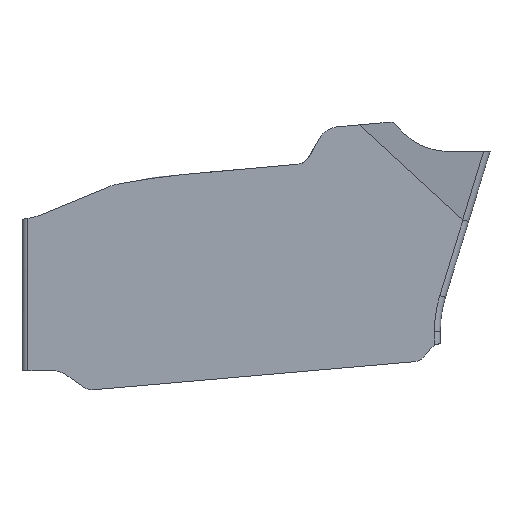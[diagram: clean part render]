
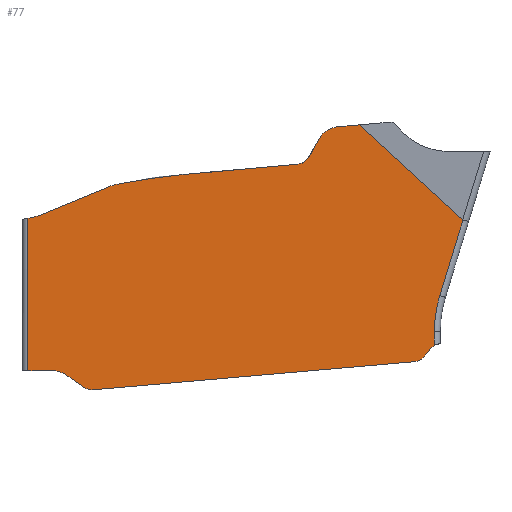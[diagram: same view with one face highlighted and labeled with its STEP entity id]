
A CAD part, left-side view. The second image highlights one B-rep face of the part: STEP entity #77.
In plain terms, the highlighted planar face has unit normal (-1, 0, 0).
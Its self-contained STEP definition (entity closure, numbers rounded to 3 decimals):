
#44=PLANE('',#767);
#55=(
BOUNDED_CURVE()
B_SPLINE_CURVE(3,(#1217,#1218,#1219,#1220,#1221,#1222),.UNSPECIFIED.,.F.,
 .F.)
B_SPLINE_CURVE_WITH_KNOTS((4,2,4),(0.,0.667,1.),
 .UNSPECIFIED.)
CURVE()
GEOMETRIC_REPRESENTATION_ITEM()
RATIONAL_B_SPLINE_CURVE((1.398,1.265,1.133,
0.934,0.934,1.))
REPRESENTATION_ITEM('')
);
#64=ELLIPSE('',#763,1.231,0.1);
#77=ADVANCED_FACE('',(#130),#44,.T.);
#130=FACE_OUTER_BOUND('',#166,.T.);
#166=EDGE_LOOP('',(#271,#272,#273,#274,#275,#276,#277,#278,#279,#280,#281,
#282,#283,#284,#285,#286,#287,#288,#289,#290,#291));
#205=CIRCLE('',#759,0.45);
#206=CIRCLE('',#760,0.25);
#207=CIRCLE('',#761,0.25);
#208=CIRCLE('',#762,2.1);
#209=CIRCLE('',#764,0.4);
#210=CIRCLE('',#765,1.);
#211=CIRCLE('',#766,0.6);
#271=ORIENTED_EDGE('',*,*,#526,.F.);
#272=ORIENTED_EDGE('',*,*,#527,.F.);
#273=ORIENTED_EDGE('',*,*,#528,.F.);
#274=ORIENTED_EDGE('',*,*,#529,.F.);
#275=ORIENTED_EDGE('',*,*,#530,.F.);
#276=ORIENTED_EDGE('',*,*,#531,.F.);
#277=ORIENTED_EDGE('',*,*,#532,.F.);
#278=ORIENTED_EDGE('',*,*,#533,.F.);
#279=ORIENTED_EDGE('',*,*,#534,.T.);
#280=ORIENTED_EDGE('',*,*,#535,.T.);
#281=ORIENTED_EDGE('',*,*,#536,.T.);
#282=ORIENTED_EDGE('',*,*,#537,.T.);
#283=ORIENTED_EDGE('',*,*,#519,.T.);
#284=ORIENTED_EDGE('',*,*,#538,.F.);
#285=ORIENTED_EDGE('',*,*,#539,.F.);
#286=ORIENTED_EDGE('',*,*,#540,.F.);
#287=ORIENTED_EDGE('',*,*,#541,.F.);
#288=ORIENTED_EDGE('',*,*,#542,.F.);
#289=ORIENTED_EDGE('',*,*,#543,.F.);
#290=ORIENTED_EDGE('',*,*,#544,.F.);
#291=ORIENTED_EDGE('',*,*,#506,.T.);
#441=VERTEX_POINT('',#1162);
#442=VERTEX_POINT('',#1164);
#451=VERTEX_POINT('',#1188);
#452=VERTEX_POINT('',#1190);
#457=VERTEX_POINT('',#1204);
#458=VERTEX_POINT('',#1206);
#459=VERTEX_POINT('',#1208);
#460=VERTEX_POINT('',#1210);
#461=VERTEX_POINT('',#1212);
#462=VERTEX_POINT('',#1214);
#463=VERTEX_POINT('',#1216);
#464=VERTEX_POINT('',#1223);
#465=VERTEX_POINT('',#1225);
#466=VERTEX_POINT('',#1227);
#467=VERTEX_POINT('',#1229);
#468=VERTEX_POINT('',#1232);
#469=VERTEX_POINT('',#1234);
#470=VERTEX_POINT('',#1260);
#471=VERTEX_POINT('',#1262);
#472=VERTEX_POINT('',#1264);
#473=VERTEX_POINT('',#1266);
#506=EDGE_CURVE('',#442,#441,#591,.T.);
#519=EDGE_CURVE('',#452,#451,#599,.T.);
#526=EDGE_CURVE('',#457,#441,#604,.T.);
#527=EDGE_CURVE('',#458,#457,#205,.T.);
#528=EDGE_CURVE('',#459,#458,#605,.T.);
#529=EDGE_CURVE('',#460,#459,#206,.T.);
#530=EDGE_CURVE('',#461,#460,#606,.T.);
#531=EDGE_CURVE('',#462,#461,#207,.T.);
#532=EDGE_CURVE('',#463,#462,#607,.T.);
#533=EDGE_CURVE('',#464,#463,#55,.T.);
#534=EDGE_CURVE('',#464,#465,#608,.T.);
#535=EDGE_CURVE('',#465,#466,#208,.T.);
#536=EDGE_CURVE('',#466,#467,#609,.T.);
#537=EDGE_CURVE('',#467,#452,#64,.T.);
#538=EDGE_CURVE('',#468,#451,#610,.T.);
#539=EDGE_CURVE('',#469,#468,#209,.T.);
#540=EDGE_CURVE('',#470,#469,#695,.T.);
#541=EDGE_CURVE('',#471,#470,#210,.T.);
#542=EDGE_CURVE('',#472,#471,#611,.T.);
#543=EDGE_CURVE('',#473,#472,#211,.T.);
#544=EDGE_CURVE('',#442,#473,#612,.T.);
#591=LINE('',#1163,#649);
#599=LINE('',#1189,#657);
#604=LINE('',#1203,#662);
#605=LINE('',#1207,#663);
#606=LINE('',#1211,#664);
#607=LINE('',#1215,#665);
#608=LINE('',#1224,#666);
#609=LINE('',#1228,#667);
#610=LINE('',#1231,#668);
#611=LINE('',#1263,#669);
#612=LINE('',#1267,#670);
#649=VECTOR('',#854,1.);
#657=VECTOR('',#878,1.);
#662=VECTOR('',#891,1.);
#663=VECTOR('',#894,1.);
#664=VECTOR('',#897,1.);
#665=VECTOR('',#900,1.);
#666=VECTOR('',#901,1.);
#667=VECTOR('',#904,1.);
#668=VECTOR('',#907,1.);
#669=VECTOR('',#912,1.);
#670=VECTOR('',#915,1.);
#695=B_SPLINE_CURVE_WITH_KNOTS('',3,(#1235,#1236,#1237,#1238,#1239,#1240,
#1241,#1242,#1243,#1244,#1245,#1246,#1247,#1248,#1249,#1250,#1251,#1252,
#1253,#1254,#1255,#1256,#1257,#1258,#1259),.UNSPECIFIED.,.F.,.F.,(4,3,3,
3,3,3,3,3,4),(0.,0.478,0.712,0.807,0.845,
0.865,0.885,0.96,1.),.UNSPECIFIED.);
#759=AXIS2_PLACEMENT_3D('',#1205,#892,#893);
#760=AXIS2_PLACEMENT_3D('',#1209,#895,#896);
#761=AXIS2_PLACEMENT_3D('',#1213,#898,#899);
#762=AXIS2_PLACEMENT_3D('',#1226,#902,#903);
#763=AXIS2_PLACEMENT_3D('',#1230,#905,#906);
#764=AXIS2_PLACEMENT_3D('',#1233,#908,#909);
#765=AXIS2_PLACEMENT_3D('',#1261,#910,#911);
#766=AXIS2_PLACEMENT_3D('',#1265,#913,#914);
#767=AXIS2_PLACEMENT_3D('',#1268,#916,#917);
#854=DIRECTION('',(0.,0.,-1.));
#878=DIRECTION('',(0.,0.736,0.677));
#891=DIRECTION('',(0.,1.,0.));
#892=DIRECTION('',(-1.,0.,0.));
#893=DIRECTION('',(0.,0.,1.));
#894=DIRECTION('',(0.,0.819,0.574));
#895=DIRECTION('',(1.,0.,0.));
#896=DIRECTION('',(0.,0.,1.));
#897=DIRECTION('',(0.,0.996,-0.087));
#898=DIRECTION('',(1.,0.,0.));
#899=DIRECTION('',(0.,0.,1.));
#900=DIRECTION('',(0.,0.609,-0.793));
#901=DIRECTION('',(0.,0.,1.));
#902=DIRECTION('',(1.,0.,0.));
#903=DIRECTION('',(0.,0.,1.));
#904=DIRECTION('',(0.,-0.292,0.956));
#905=DIRECTION('',(1.,0.,0.));
#906=DIRECTION('',(0.,0.292,-0.956));
#907=DIRECTION('',(0.,-0.996,0.087));
#908=DIRECTION('',(1.,0.,0.));
#909=DIRECTION('',(0.,0.,1.));
#910=DIRECTION('',(1.,0.,0.));
#911=DIRECTION('',(0.,0.,1.));
#912=DIRECTION('',(0.,-0.924,0.383));
#913=DIRECTION('',(-1.,0.,0.));
#914=DIRECTION('',(0.,0.,1.));
#915=DIRECTION('',(0.,-0.981,0.194));
#916=DIRECTION('',(-1.,0.,0.));
#917=DIRECTION('',(0.,0.,1.));
#1162=CARTESIAN_POINT('',(-0.5,3.9,-3.746));
#1163=CARTESIAN_POINT('',(-0.5,3.9,0.));
#1164=CARTESIAN_POINT('',(-0.5,3.9,-1.143));
#1188=CARTESIAN_POINT('',(-0.5,-1.767,0.455));
#1189=CARTESIAN_POINT('',(-0.5,-1.036,1.127));
#1190=CARTESIAN_POINT('',(-0.5,-3.534,-1.169));
#1203=CARTESIAN_POINT('',(-0.5,0.,-3.746));
#1204=CARTESIAN_POINT('',(-0.5,3.492,-3.746));
#1205=CARTESIAN_POINT('',(-0.5,3.492,-4.196));
#1206=CARTESIAN_POINT('',(-0.5,3.234,-3.827));
#1207=CARTESIAN_POINT('',(-0.5,2.862,-4.088));
#1208=CARTESIAN_POINT('',(-0.5,2.944,-4.03));
#1209=CARTESIAN_POINT('',(-0.5,2.801,-3.825));
#1210=CARTESIAN_POINT('',(-0.5,2.779,-4.074));
#1211=CARTESIAN_POINT('',(-0.5,-0.333,-3.802));
#1212=CARTESIAN_POINT('',(-0.5,-2.712,-3.594));
#1213=CARTESIAN_POINT('',(-0.5,-2.69,-3.345));
#1214=CARTESIAN_POINT('',(-0.5,-2.888,-3.497));
#1215=CARTESIAN_POINT('',(-0.5,-3.507,-2.691));
#1216=CARTESIAN_POINT('',(-0.5,-2.987,-3.369));
#1217=CARTESIAN_POINT('',(-0.5,-3.411,-3.282));
#1218=CARTESIAN_POINT('',(-0.5,-3.342,-3.283));
#1219=CARTESIAN_POINT('',(-0.5,-3.257,-3.285));
#1220=CARTESIAN_POINT('',(-0.5,-3.085,-3.288));
#1221=CARTESIAN_POINT('',(-0.5,-3.027,-3.317));
#1222=CARTESIAN_POINT('',(-0.5,-2.987,-3.369));
#1223=CARTESIAN_POINT('',(-0.5,-3.05,-3.314));
#1224=CARTESIAN_POINT('',(-0.5,-3.05,-3.079));
#1225=CARTESIAN_POINT('',(-0.5,-3.05,-3.079));
#1226=CARTESIAN_POINT('',(-0.5,-5.15,-3.079));
#1227=CARTESIAN_POINT('',(-0.5,-3.142,-2.465));
#1228=CARTESIAN_POINT('',(-0.5,-3.523,-1.218));
#1229=CARTESIAN_POINT('',(-0.5,-3.537,-1.171));
#1230=CARTESIAN_POINT('',(-0.5,-3.897,0.006));
#1231=CARTESIAN_POINT('',(-0.5,0.026,0.298));
#1232=CARTESIAN_POINT('',(-0.5,-1.397,0.422));
#1233=CARTESIAN_POINT('',(-0.5,-1.432,0.024));
#1234=CARTESIAN_POINT('',(-0.5,-1.086,0.224));
#1235=CARTESIAN_POINT('',(-0.5,2.353,-0.557));
#1236=CARTESIAN_POINT('',(-0.5,1.776,-0.443));
#1237=CARTESIAN_POINT('',(-0.5,1.187,-0.386));
#1238=CARTESIAN_POINT('',(-0.5,0.601,-0.334));
#1239=CARTESIAN_POINT('',(-0.5,0.314,-0.309));
#1240=CARTESIAN_POINT('',(-0.5,0.027,-0.284));
#1241=CARTESIAN_POINT('',(-0.5,-0.26,-0.259));
#1242=CARTESIAN_POINT('',(-0.5,-0.376,-0.249));
#1243=CARTESIAN_POINT('',(-0.5,-0.492,-0.239));
#1244=CARTESIAN_POINT('',(-0.5,-0.608,-0.229));
#1245=CARTESIAN_POINT('',(-0.5,-0.655,-0.224));
#1246=CARTESIAN_POINT('',(-0.5,-0.703,-0.224));
#1247=CARTESIAN_POINT('',(-0.5,-0.749,-0.215));
#1248=CARTESIAN_POINT('',(-0.5,-0.772,-0.21));
#1249=CARTESIAN_POINT('',(-0.5,-0.796,-0.2));
#1250=CARTESIAN_POINT('',(-0.5,-0.816,-0.188));
#1251=CARTESIAN_POINT('',(-0.5,-0.837,-0.175));
#1252=CARTESIAN_POINT('',(-0.5,-0.856,-0.159));
#1253=CARTESIAN_POINT('',(-0.5,-0.872,-0.14));
#1254=CARTESIAN_POINT('',(-0.5,-0.931,-0.07));
#1255=CARTESIAN_POINT('',(-0.5,-0.966,0.018));
#1256=CARTESIAN_POINT('',(-0.5,-1.013,0.097));
#1257=CARTESIAN_POINT('',(-0.5,-1.037,0.139));
#1258=CARTESIAN_POINT('',(-0.5,-1.061,0.182));
#1259=CARTESIAN_POINT('',(-0.5,-1.086,0.224));
#1260=CARTESIAN_POINT('',(-0.5,2.353,-0.557));
#1261=CARTESIAN_POINT('',(-0.5,2.159,-1.538));
#1262=CARTESIAN_POINT('',(-0.5,2.542,-0.614));
#1263=CARTESIAN_POINT('',(-0.5,0.155,0.374));
#1264=CARTESIAN_POINT('',(-0.5,3.687,-1.089));
#1265=CARTESIAN_POINT('',(-0.5,3.917,-0.534));
#1266=CARTESIAN_POINT('',(-0.5,3.8,-1.123));
#1267=CARTESIAN_POINT('',(-0.5,-0.07,-0.356));
#1268=CARTESIAN_POINT('',(-0.5,0.,0.));
